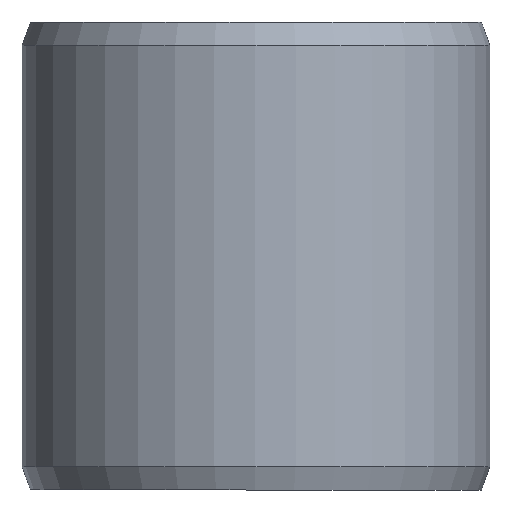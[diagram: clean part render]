
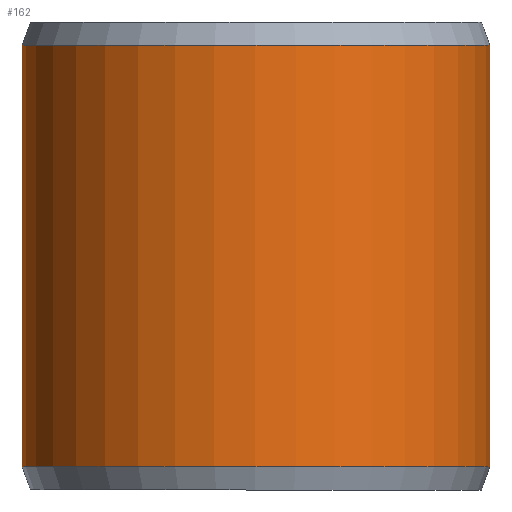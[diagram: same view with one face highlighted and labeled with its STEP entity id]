
A CAD part, front view. The second image highlights one B-rep face of the part: STEP entity #162.
In plain terms, the highlighted cylindrical face has radius 6 mm (diameter 12 mm), a partial arc.
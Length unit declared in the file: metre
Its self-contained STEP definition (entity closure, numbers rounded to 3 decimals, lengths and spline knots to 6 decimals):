
#162=ADVANCED_FACE('',(#185,#186),#187,.T.);
#185=FACE_OUTER_BOUND('',#211,.T.);
#186=FACE_BOUND('',#212,.T.);
#187=CYLINDRICAL_SURFACE('',#213,0.006);
#211=EDGE_LOOP('',(#289,#290,#291,#292));
#212=EDGE_LOOP('',(#293));
#213=AXIS2_PLACEMENT_3D('',#294,#295,#296);
#289=ORIENTED_EDGE('',*,*,#314,.T.);
#290=ORIENTED_EDGE('',*,*,#323,.F.);
#291=ORIENTED_EDGE('',*,*,#309,.F.);
#292=ORIENTED_EDGE('',*,*,#324,.T.);
#293=ORIENTED_EDGE('',*,*,#327,.T.);
#294=CARTESIAN_POINT('',(0.,0.,0.0));
#295=DIRECTION('',(0.,0.0,-1.0));
#296=DIRECTION('',(-1.0,0.0,0.));
#309=EDGE_CURVE('',#341,#342,#343,.T.);
#314=EDGE_CURVE('',#351,#349,#352,.T.);
#323=EDGE_CURVE('',#342,#349,#365,.T.);
#324=EDGE_CURVE('',#341,#351,#366,.T.);
#327=EDGE_CURVE('',#370,#370,#371,.T.);
#341=VERTEX_POINT('',#389);
#342=VERTEX_POINT('',#390);
#343=CIRCLE('',#391,0.006);
#349=VERTEX_POINT('',#399);
#351=VERTEX_POINT('',#402);
#352=CIRCLE('',#403,0.006);
#365=LINE('',#422,#423);
#366=LINE('',#424,#425);
#370=VERTEX_POINT('',#487);
#371=B_SPLINE_CURVE_WITH_KNOTS('',3,(#488,#489,#490,#491,#492,#493,#494,#495,#496,#497,#498,#499,#500,#501,#502,#503,#504,#505,#506,#507,#508,#509,#510,#511,#512,#513,#514,#515,#516,#517,#518,#519,#520,#521,#522,#523,#524,#525,#526,#527,#528,#529,#530,#531,#532,#533,#534,#535,#536,#537,#538,#539,#540,#541,#542,#543,#544,#545),.UNSPECIFIED.,.T.,.F.,(2,2,2,2,2,2,2,2,2,2,2,2,2,2,2,2,2,2,2,2,2,2,2,2,2,2,2,2,2,2,2),(-0.000394,0.0,0.000394,0.000787,0.001181,0.001574,0.002361,0.002755,0.003149,0.003542,0.003936,0.004329,0.004723,0.005117,0.00551,0.005904,0.006297,0.007084,0.007478,0.007872,0.008659,0.009052,0.009446,0.00984,0.010233,0.01102,0.011414,0.011807,0.012201,0.012595,0.012988),.UNSPECIFIED.);
#389=CARTESIAN_POINT('',(0.000105,0.005999,0.0006));
#390=CARTESIAN_POINT('',(0.,0.006,0.0006));
#391=AXIS2_PLACEMENT_3D('',#559,#560,#561);
#399=CARTESIAN_POINT('',(0.,0.006,0.0114));
#402=CARTESIAN_POINT('',(0.000105,0.005999,0.0114));
#403=AXIS2_PLACEMENT_3D('',#568,#569,#570);
#422=CARTESIAN_POINT('',(0.,0.006,0.0006));
#423=VECTOR('',#583,1.0);
#424=CARTESIAN_POINT('',(0.000105,0.005999,0.0006));
#425=VECTOR('',#584,1.0);
#487=CARTESIAN_POINT('',(0.003819,-0.004628,0.006));
#488=CARTESIAN_POINT('',(0.003819,-0.004628,0.005867));
#489=CARTESIAN_POINT('',(0.003819,-0.004628,0.006133));
#490=CARTESIAN_POINT('',(0.00383,-0.004619,0.006264));
#491=CARTESIAN_POINT('',(0.003871,-0.004584,0.006521));
#492=CARTESIAN_POINT('',(0.003903,-0.004558,0.006648));
#493=CARTESIAN_POINT('',(0.003982,-0.004488,0.00689));
#494=CARTESIAN_POINT('',(0.004031,-0.004445,0.007004));
#495=CARTESIAN_POINT('',(0.004141,-0.004342,0.007221));
#496=CARTESIAN_POINT('',(0.004204,-0.004282,0.007323));
#497=CARTESIAN_POINT('',(0.004402,-0.004081,0.007597));
#498=CARTESIAN_POINT('',(0.004554,-0.003914,0.007746));
#499=CARTESIAN_POINT('',(0.00478,-0.003629,0.007896));
#500=CARTESIAN_POINT('',(0.004856,-0.003527,0.007935));
#501=CARTESIAN_POINT('',(0.005004,-0.003314,0.007987));
#502=CARTESIAN_POINT('',(0.005075,-0.003204,0.008));
#503=CARTESIAN_POINT('',(0.00521,-0.002979,0.008));
#504=CARTESIAN_POINT('',(0.005275,-0.002862,0.007987));
#505=CARTESIAN_POINT('',(0.005393,-0.002633,0.007935));
#506=CARTESIAN_POINT('',(0.005447,-0.002519,0.007897));
#507=CARTESIAN_POINT('',(0.005546,-0.002294,0.007796));
#508=CARTESIAN_POINT('',(0.005589,-0.002185,0.007734));
#509=CARTESIAN_POINT('',(0.005665,-0.00198,0.007589));
#510=CARTESIAN_POINT('',(0.005698,-0.001881,0.007506));
#511=CARTESIAN_POINT('',(0.005755,-0.0017,0.007322));
#512=CARTESIAN_POINT('',(0.005778,-0.001618,0.007222));
#513=CARTESIAN_POINT('',(0.005817,-0.001473,0.007006));
#514=CARTESIAN_POINT('',(0.005833,-0.001409,0.006889));
#515=CARTESIAN_POINT('',(0.005856,-0.001306,0.006648));
#516=CARTESIAN_POINT('',(0.005865,-0.001267,0.006523));
#517=CARTESIAN_POINT('',(0.005876,-0.001213,0.006265));
#518=CARTESIAN_POINT('',(0.005879,-0.001199,0.006132));
#519=CARTESIAN_POINT('',(0.005879,-0.001199,0.005739));
#520=CARTESIAN_POINT('',(0.005868,-0.001254,0.005474));
#521=CARTESIAN_POINT('',(0.005833,-0.001408,0.005112));
#522=CARTESIAN_POINT('',(0.005817,-0.001472,0.004995));
#523=CARTESIAN_POINT('',(0.005778,-0.001618,0.004779));
#524=CARTESIAN_POINT('',(0.005755,-0.0017,0.004679));
#525=CARTESIAN_POINT('',(0.00567,-0.001972,0.004402));
#526=CARTESIAN_POINT('',(0.005595,-0.002181,0.004255));
#527=CARTESIAN_POINT('',(0.005447,-0.002518,0.004103));
#528=CARTESIAN_POINT('',(0.005394,-0.002632,0.004065));
#529=CARTESIAN_POINT('',(0.005276,-0.00286,0.004013));
#530=CARTESIAN_POINT('',(0.005211,-0.002977,0.004));
#531=CARTESIAN_POINT('',(0.005075,-0.003203,0.004));
#532=CARTESIAN_POINT('',(0.005004,-0.003313,0.004013));
#533=CARTESIAN_POINT('',(0.004857,-0.003526,0.004064));
#534=CARTESIAN_POINT('',(0.00478,-0.003628,0.004103));
#535=CARTESIAN_POINT('',(0.004554,-0.003914,0.004254));
#536=CARTESIAN_POINT('',(0.004402,-0.004081,0.004402));
#537=CARTESIAN_POINT('',(0.004203,-0.004283,0.004677));
#538=CARTESIAN_POINT('',(0.004141,-0.004343,0.00478));
#539=CARTESIAN_POINT('',(0.004031,-0.004445,0.004996));
#540=CARTESIAN_POINT('',(0.003983,-0.004488,0.00511));
#541=CARTESIAN_POINT('',(0.003903,-0.004558,0.005352));
#542=CARTESIAN_POINT('',(0.003871,-0.004584,0.005479));
#543=CARTESIAN_POINT('',(0.00383,-0.004619,0.005736));
#544=CARTESIAN_POINT('',(0.003819,-0.004628,0.005867));
#545=CARTESIAN_POINT('',(0.003819,-0.004628,0.006133));
#559=CARTESIAN_POINT('',(0.,0.,0.0006));
#560=DIRECTION('',(0.,0.0,-1.0));
#561=DIRECTION('',(-1.0,0.0,0.));
#568=CARTESIAN_POINT('',(0.,0.,0.0114));
#569=DIRECTION('',(0.,0.0,-1.0));
#570=DIRECTION('',(-1.0,0.0,0.));
#583=DIRECTION('',(0.0,0.,1.0));
#584=DIRECTION('',(0.,0.,1.0));
